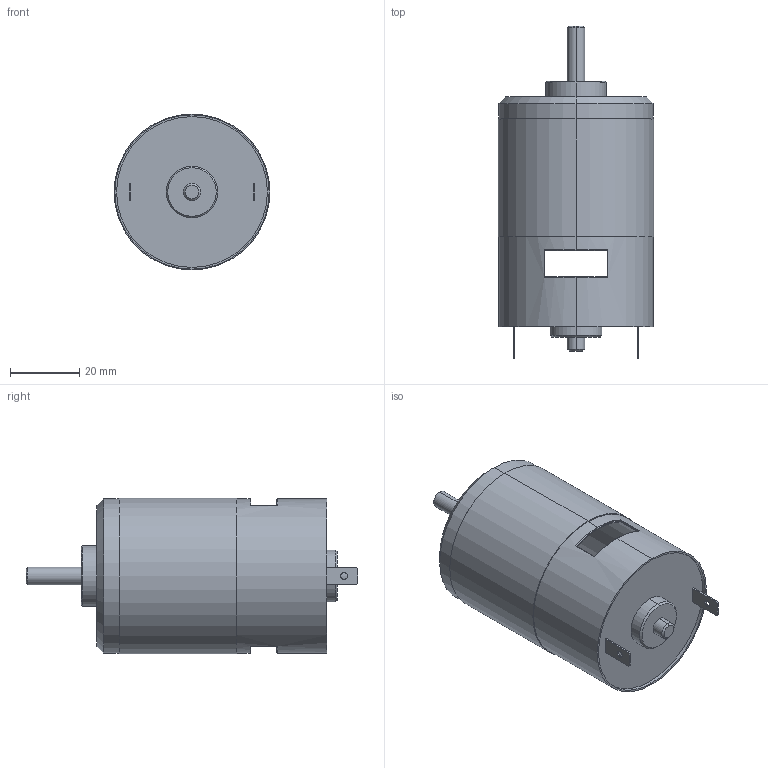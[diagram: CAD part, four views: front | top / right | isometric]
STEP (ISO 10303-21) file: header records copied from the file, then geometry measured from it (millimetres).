
FILE_DESCRIPTION (( 'STEP AP214' ), '1' );
FILE_NAME ('775（圆轴）.STEP', '2024-07-17T12:11:52', ( '微软用户' ), ( '微软中国' ), 'SwSTEP 2.0', 'SolidWorks 2014', '' );
FILE_SCHEMA (( 'AUTOMOTIVE_DESIGN' ));
Length unit declared in the file: millimetre
Products named in the file (1): 775ㄗ埴粣ㄘ
Bounding box: 45.1 x 96 x 45.1 mm (x, y, z)
Volume: 22848.8 mm3; surface area: 24166.7 mm2
Topology: 2 solids, 2 shells, 99 faces, 252 edges, 164 vertices
Faces by surface type: plane 47, cylinder 36, cone 16
Entity records: 3131 total; most frequent: CARTESIAN_POINT 564, DIRECTION 540, ORIENTED_EDGE 504, EDGE_CURVE 252, AXIS2_PLACEMENT_3D 204, VERTEX_POINT 164, VECTOR 132, LINE 132
